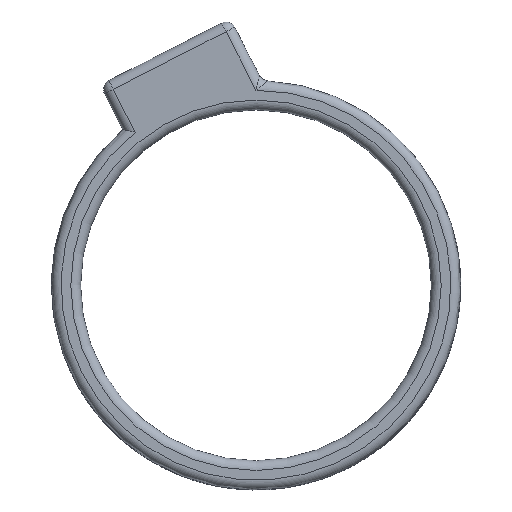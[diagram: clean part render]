
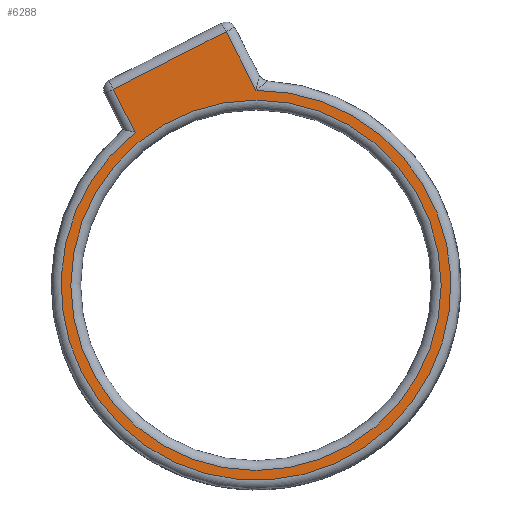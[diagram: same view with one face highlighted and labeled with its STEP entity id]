
A CAD part, top view. The second image highlights one B-rep face of the part: STEP entity #6288.
In plain terms, the highlighted planar face has unit normal (0, 0, 1).
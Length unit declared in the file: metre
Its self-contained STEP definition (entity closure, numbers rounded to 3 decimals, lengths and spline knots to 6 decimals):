
#181=PLANE('',#6776);
#375=LINE('',#9463,#801);
#376=LINE('',#9466,#802);
#377=LINE('',#9468,#803);
#801=VECTOR('',#7370,1.);
#802=VECTOR('',#7371,1.);
#803=VECTOR('',#7372,1.);
#1296=CIRCLE('',#6777,0.019);
#1297=CIRCLE('',#6778,0.02);
#1681=ORIENTED_EDGE('',*,*,#3667,.T.);
#1682=ORIENTED_EDGE('',*,*,#3668,.T.);
#1683=ORIENTED_EDGE('',*,*,#3669,.T.);
#1684=ORIENTED_EDGE('',*,*,#3670,.T.);
#1685=ORIENTED_EDGE('',*,*,#3671,.T.);
#3667=EDGE_CURVE('',#4660,#4660,#1296,.F.);
#3668=EDGE_CURVE('',#4661,#4662,#375,.T.);
#3669=EDGE_CURVE('',#4662,#4663,#376,.T.);
#3670=EDGE_CURVE('',#4663,#4664,#377,.F.);
#3671=EDGE_CURVE('',#4664,#4661,#1297,.T.);
#4660=VERTEX_POINT('',#9462);
#4661=VERTEX_POINT('',#9464);
#4662=VERTEX_POINT('',#9465);
#4663=VERTEX_POINT('',#9467);
#4664=VERTEX_POINT('',#9469);
#5423=EDGE_LOOP('',(#1681));
#5424=EDGE_LOOP('',(#1682,#1683,#1684,#1685));
#5832=FACE_BOUND('',#5423,.T.);
#5833=FACE_BOUND('',#5424,.T.);
#6288=ADVANCED_FACE('',(#5832,#5833),#181,.T.);
#6776=AXIS2_PLACEMENT_3D('',#9460,#7366,#7367);
#6777=AXIS2_PLACEMENT_3D('',#9461,#7368,#7369);
#6778=AXIS2_PLACEMENT_3D('',#9470,#7373,#7374);
#7366=DIRECTION('',(0.,0.,1.));
#7367=DIRECTION('',(1.,0.,0.));
#7368=DIRECTION('',(0.,0.,1.));
#7369=DIRECTION('',(1.,0.,0.));
#7370=DIRECTION('',(-0.454,0.891,0.));
#7371=DIRECTION('',(-0.891,-0.454,0.));
#7372=DIRECTION('',(-0.454,0.891,0.));
#7373=DIRECTION('',(0.,0.,1.));
#7374=DIRECTION('',(1.,0.,0.));
#9460=CARTESIAN_POINT('',(0.,0.,0.0035));
#9461=CARTESIAN_POINT('',(0.,0.,0.0035));
#9462=CARTESIAN_POINT('',(0.019,0.,0.0035));
#9463=CARTESIAN_POINT('',(-0.003518,0.026905,0.0035));
#9464=CARTESIAN_POINT('',(0.,0.02,0.0035));
#9465=CARTESIAN_POINT('',(-0.003064,0.026014,0.0035));
#9466=CARTESIAN_POINT('',(-0.015539,0.019658,0.0035));
#9467=CARTESIAN_POINT('',(-0.014648,0.020112,0.0035));
#9468=CARTESIAN_POINT('',(-0.012761,0.016411,0.0035));
#9469=CARTESIAN_POINT('',(-0.012397,0.015695,0.0035));
#9470=CARTESIAN_POINT('',(0.,0.,0.0035));
